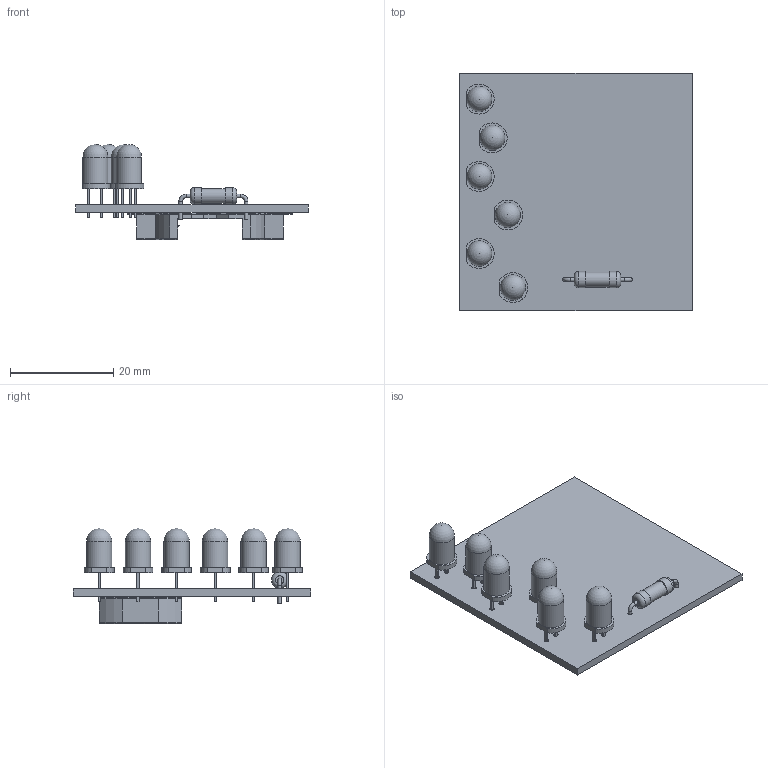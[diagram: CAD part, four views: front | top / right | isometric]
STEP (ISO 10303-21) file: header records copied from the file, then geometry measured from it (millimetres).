
FILE_DESCRIPTION(('KiCad electronic assembly'),'2;1');
FILE_NAME('pcb.step','2025-12-11T21:55:35',('Pcbnew'),('Kicad'), 'Open CASCADE STEP processor 7.9','KiCad to STEP converter','Unknown' );
FILE_SCHEMA(('AUTOMOTIVE_DESIGN { 1 0 10303 214 1 1 1 1 }'));
Length unit declared in the file: millimetre
Products named in the file (5): pcb 1; LED_D5.0mm; R_Axial_DIN0309_L9.0mm_D3.2mm_P12.70mm_Horizontal; BatteryHolder_Keystone_1058_1x2032; pcb_PCB
Assembly tree (9 placements, depth 2):
  pcb 1
    LED_D5.0mm  x6
    R_Axial_DIN0309_L9.0mm_D3.2mm_P12.70mm_Horizontal
    BatteryHolder_Keystone_1058_1x2032
    pcb_PCB
Bounding box: 45 x 46 x 18.46 mm (x, y, z)
Volume: 4810.6 mm3; surface area: 6948.7 mm2
Topology: 9 solids, 9 shells, 232 faces, 543 edges, 349 vertices
Faces by surface type: plane 146, cylinder 65, torus 15, sphere 6
Full cylindrical faces by diameter (mm): 0.7 x4, 0.8 x2, 0.9 x12, 2.88 x1, 3.2 x2, 4.9 x6
Entity records: 5814 total; most frequent: CARTESIAN_POINT 1106, DIRECTION 774, ORIENTED_EDGE 734, EDGE_CURVE 367, AXIS2_PLACEMENT_3D 265, LINE 244, VECTOR 244, VERTEX_POINT 234
